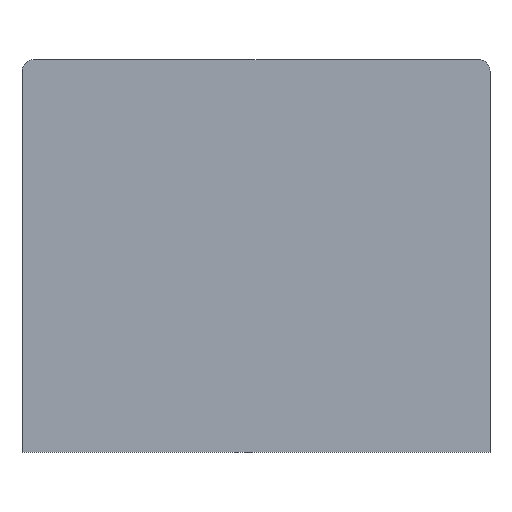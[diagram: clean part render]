
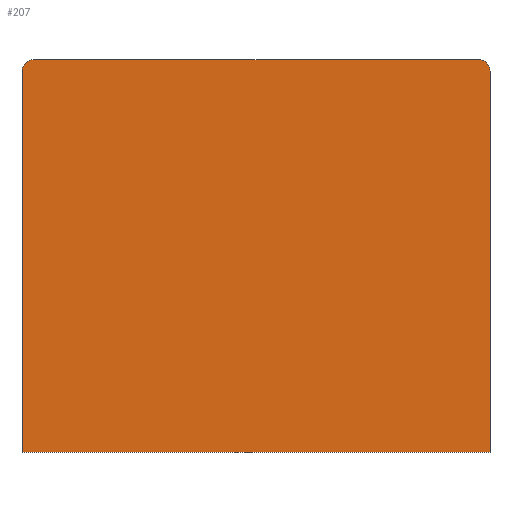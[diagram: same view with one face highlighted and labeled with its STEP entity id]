
A CAD part, top view. The second image highlights one B-rep face of the part: STEP entity #207.
In plain terms, the highlighted free-form (B-spline) face has degree [1, 1] with [2, 2] control points.
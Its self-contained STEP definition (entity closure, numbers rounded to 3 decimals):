
#21 = EDGE_CURVE('',#22,#24,#26,.T.);
#22 = VERTEX_POINT('',#23);
#23 = CARTESIAN_POINT('',(93.573,0.,0.));
#24 = VERTEX_POINT('',#25);
#25 = CARTESIAN_POINT('',(93.573,152.369,0.));
#26 = B_SPLINE_CURVE_WITH_KNOTS('',1,(#27,#28),.UNSPECIFIED.,.F.,.F.,(2,
    2),(-165.44,0.),.PIECEWISE_BEZIER_KNOTS.);
#27 = CARTESIAN_POINT('',(93.573,0.,0.));
#28 = CARTESIAN_POINT('',(93.573,152.369,0.));
#57 = EDGE_CURVE('',#58,#22,#60,.T.);
#58 = VERTEX_POINT('',#59);
#59 = CARTESIAN_POINT('',(-93.573,0.,0.));
#60 = B_SPLINE_CURVE_WITH_KNOTS('',1,(#61,#62),.UNSPECIFIED.,.F.,.F.,(2,
    2),(0.,203.2),.PIECEWISE_BEZIER_KNOTS.);
#61 = CARTESIAN_POINT('',(-93.573,0.,0.));
#62 = CARTESIAN_POINT('',(93.573,0.,0.));
#85 = EDGE_CURVE('',#86,#58,#88,.T.);
#86 = VERTEX_POINT('',#87);
#87 = CARTESIAN_POINT('',(-93.573,152.369,0.));
#88 = B_SPLINE_CURVE_WITH_KNOTS('',1,(#89,#90),.UNSPECIFIED.,.F.,.F.,(2,
    2),(0.,165.44),.PIECEWISE_BEZIER_KNOTS.);
#89 = CARTESIAN_POINT('',(-93.573,152.369,0.));
#90 = CARTESIAN_POINT('',(-93.573,0.,0.));
#113 = EDGE_CURVE('',#114,#86,#116,.T.);
#114 = VERTEX_POINT('',#115);
#115 = CARTESIAN_POINT('',(-88.968,156.974,0.));
#116 = ( BOUNDED_CURVE() B_SPLINE_CURVE(2,(#117,#118,#119),
.UNSPECIFIED.,.F.,.F.) B_SPLINE_CURVE_WITH_KNOTS((3,3),(1.571,
3.142),.PIECEWISE_BEZIER_KNOTS.) CURVE() 
GEOMETRIC_REPRESENTATION_ITEM() RATIONAL_B_SPLINE_CURVE((1.,
0.707,1.)) REPRESENTATION_ITEM('') );
#117 = CARTESIAN_POINT('',(-88.968,156.974,0.));
#118 = CARTESIAN_POINT('',(-93.573,156.974,0.));
#119 = CARTESIAN_POINT('',(-93.573,152.369,0.));
#145 = EDGE_CURVE('',#146,#114,#148,.T.);
#146 = VERTEX_POINT('',#147);
#147 = CARTESIAN_POINT('',(88.968,156.974,0.));
#148 = B_SPLINE_CURVE_WITH_KNOTS('',1,(#149,#150),.UNSPECIFIED.,.F.,.F.,
  (2,2),(-193.2,-0.),.PIECEWISE_BEZIER_KNOTS.);
#149 = CARTESIAN_POINT('',(88.968,156.974,0.));
#150 = CARTESIAN_POINT('',(-88.968,156.974,0.));
#173 = EDGE_CURVE('',#24,#146,#174,.T.);
#174 = ( BOUNDED_CURVE() B_SPLINE_CURVE(2,(#175,#176,#177),
.UNSPECIFIED.,.F.,.F.) B_SPLINE_CURVE_WITH_KNOTS((3,3),(3.142,
4.712),.PIECEWISE_BEZIER_KNOTS.) CURVE() 
GEOMETRIC_REPRESENTATION_ITEM() RATIONAL_B_SPLINE_CURVE((1.,
0.707,1.)) REPRESENTATION_ITEM('') );
#175 = CARTESIAN_POINT('',(93.573,152.369,0.));
#176 = CARTESIAN_POINT('',(93.573,156.974,0.));
#177 = CARTESIAN_POINT('',(88.968,156.974,0.));
#207 = ADVANCED_FACE('',(#208),#216,.T.);
#208 = FACE_BOUND('',#209,.T.);
#209 = EDGE_LOOP('',(#210,#211,#212,#213,#214,#215));
#210 = ORIENTED_EDGE('',*,*,#21,.T.);
#211 = ORIENTED_EDGE('',*,*,#173,.T.);
#212 = ORIENTED_EDGE('',*,*,#145,.T.);
#213 = ORIENTED_EDGE('',*,*,#113,.T.);
#214 = ORIENTED_EDGE('',*,*,#85,.T.);
#215 = ORIENTED_EDGE('',*,*,#57,.T.);
#216 = B_SPLINE_SURFACE_WITH_KNOTS('',1,1,(
    (#217,#218)
    ,(#219,#220
    )),.UNSPECIFIED.,.F.,.F.,.F.,(2,2),(2,2),(-5.,198.2),(-165.44,5.),
  .PIECEWISE_BEZIER_KNOTS.);
#217 = CARTESIAN_POINT('',(-93.573,0.,0.));
#218 = CARTESIAN_POINT('',(-93.573,156.974,0.));
#219 = CARTESIAN_POINT('',(93.573,0.,0.));
#220 = CARTESIAN_POINT('',(93.573,156.974,0.));
